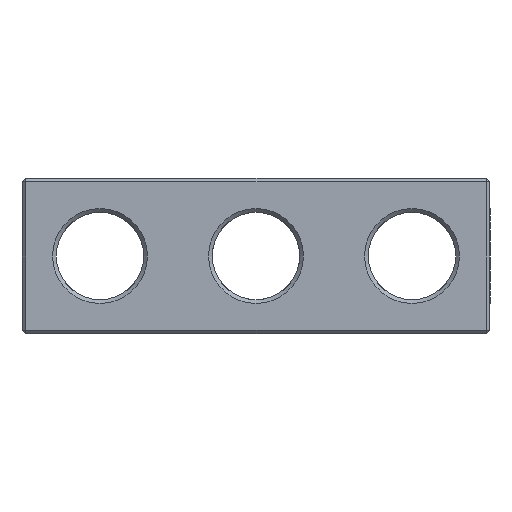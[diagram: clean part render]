
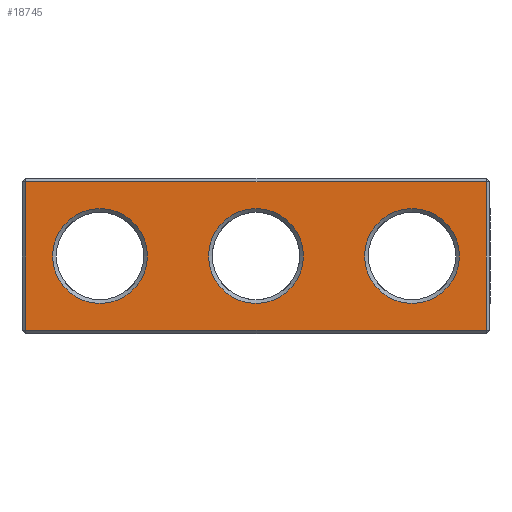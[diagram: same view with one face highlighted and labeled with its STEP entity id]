
A CAD part, front view. The second image highlights one B-rep face of the part: STEP entity #18745.
In plain terms, the highlighted planar face has unit normal (0, -1, 0).
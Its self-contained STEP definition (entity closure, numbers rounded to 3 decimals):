
#1833 = PLANE('',#1834);
#1834 = AXIS2_PLACEMENT_3D('',#1835,#1836,#1837);
#1835 = CARTESIAN_POINT('',(-18.75,-6.1,0.15));
#1836 = DIRECTION('',(0.,0.707,0.707));
#1837 = DIRECTION('',(1.,0.,0.));
#2523 = PLANE('',#2524);
#2524 = AXIS2_PLACEMENT_3D('',#2525,#2526,#2527);
#2525 = CARTESIAN_POINT('',(-18.75,-6.1,12.35));
#2526 = DIRECTION('',(0.,-0.707,0.707));
#2527 = DIRECTION('',(1.,0.,0.));
#6766 = PLANE('',#6767);
#6767 = AXIS2_PLACEMENT_3D('',#6768,#6769,#6770);
#6768 = CARTESIAN_POINT('',(-18.6,-6.1,0.));
#6769 = DIRECTION('',(-0.707,-0.707,0.));
#6770 = DIRECTION('',(0.,0.,1.));
#7128 = VERTEX_POINT('',#7129);
#7129 = CARTESIAN_POINT('',(-18.45,-6.25,0.3));
#7155 = EDGE_CURVE('',#7128,#7156,#7158,.T.);
#7156 = VERTEX_POINT('',#7157);
#7157 = CARTESIAN_POINT('',(18.45,-6.25,0.3));
#7158 = SURFACE_CURVE('',#7159,(#7163,#7170),.PCURVE_S1.);
#7159 = LINE('',#7160,#7161);
#7160 = CARTESIAN_POINT('',(-18.75,-6.25,0.3));
#7161 = VECTOR('',#7162,1.);
#7162 = DIRECTION('',(1.,0.,0.));
#7163 = PCURVE('',#1833,#7164);
#7164 = DEFINITIONAL_REPRESENTATION('',(#7165),#7169);
#7165 = LINE('',#7166,#7167);
#7166 = CARTESIAN_POINT('',(0.,-0.212));
#7167 = VECTOR('',#7168,1.);
#7168 = DIRECTION('',(1.,0.));
#7169 = ( GEOMETRIC_REPRESENTATION_CONTEXT(2) 
PARAMETRIC_REPRESENTATION_CONTEXT() REPRESENTATION_CONTEXT('2D SPACE',''
  ) );
#7170 = PCURVE('',#7171,#7176);
#7171 = PLANE('',#7172);
#7172 = AXIS2_PLACEMENT_3D('',#7173,#7174,#7175);
#7173 = CARTESIAN_POINT('',(-18.75,-6.25,0.));
#7174 = DIRECTION('',(0.,1.,0.));
#7175 = DIRECTION('',(1.,0.,0.));
#7176 = DEFINITIONAL_REPRESENTATION('',(#7177),#7181);
#7177 = LINE('',#7178,#7179);
#7178 = CARTESIAN_POINT('',(0.,-0.3));
#7179 = VECTOR('',#7180,1.);
#7180 = DIRECTION('',(1.,0.));
#7181 = ( GEOMETRIC_REPRESENTATION_CONTEXT(2) 
PARAMETRIC_REPRESENTATION_CONTEXT() REPRESENTATION_CONTEXT('2D SPACE',''
  ) );
#8325 = VERTEX_POINT('',#8326);
#8326 = CARTESIAN_POINT('',(-18.45,-6.25,12.2));
#8352 = EDGE_CURVE('',#8325,#8353,#8355,.T.);
#8353 = VERTEX_POINT('',#8354);
#8354 = CARTESIAN_POINT('',(18.45,-6.25,12.2));
#8355 = SURFACE_CURVE('',#8356,(#8360,#8367),.PCURVE_S1.);
#8356 = LINE('',#8357,#8358);
#8357 = CARTESIAN_POINT('',(-18.75,-6.25,12.2));
#8358 = VECTOR('',#8359,1.);
#8359 = DIRECTION('',(1.,0.,0.));
#8360 = PCURVE('',#2523,#8361);
#8361 = DEFINITIONAL_REPRESENTATION('',(#8362),#8366);
#8362 = LINE('',#8363,#8364);
#8363 = CARTESIAN_POINT('',(0.,-0.212));
#8364 = VECTOR('',#8365,1.);
#8365 = DIRECTION('',(1.,0.));
#8366 = ( GEOMETRIC_REPRESENTATION_CONTEXT(2) 
PARAMETRIC_REPRESENTATION_CONTEXT() REPRESENTATION_CONTEXT('2D SPACE',''
  ) );
#8367 = PCURVE('',#7171,#8368);
#8368 = DEFINITIONAL_REPRESENTATION('',(#8369),#8373);
#8369 = LINE('',#8370,#8371);
#8370 = CARTESIAN_POINT('',(0.,-12.2));
#8371 = VECTOR('',#8372,1.);
#8372 = DIRECTION('',(1.,0.));
#8373 = ( GEOMETRIC_REPRESENTATION_CONTEXT(2) 
PARAMETRIC_REPRESENTATION_CONTEXT() REPRESENTATION_CONTEXT('2D SPACE',''
  ) );
#17711 = EDGE_CURVE('',#7128,#8325,#17712,.T.);
#17712 = SURFACE_CURVE('',#17713,(#17717,#17724),.PCURVE_S1.);
#17713 = LINE('',#17714,#17715);
#17714 = CARTESIAN_POINT('',(-18.45,-6.25,0.));
#17715 = VECTOR('',#17716,1.);
#17716 = DIRECTION('',(0.,0.,1.));
#17717 = PCURVE('',#6766,#17718);
#17718 = DEFINITIONAL_REPRESENTATION('',(#17719),#17723);
#17719 = LINE('',#17720,#17721);
#17720 = CARTESIAN_POINT('',(0.,-0.212));
#17721 = VECTOR('',#17722,1.);
#17722 = DIRECTION('',(1.,0.));
#17723 = ( GEOMETRIC_REPRESENTATION_CONTEXT(2) 
PARAMETRIC_REPRESENTATION_CONTEXT() REPRESENTATION_CONTEXT('2D SPACE',''
  ) );
#17724 = PCURVE('',#7171,#17725);
#17725 = DEFINITIONAL_REPRESENTATION('',(#17726),#17730);
#17726 = LINE('',#17727,#17728);
#17727 = CARTESIAN_POINT('',(0.3,0.));
#17728 = VECTOR('',#17729,1.);
#17729 = DIRECTION('',(0.,-1.));
#17730 = ( GEOMETRIC_REPRESENTATION_CONTEXT(2) 
PARAMETRIC_REPRESENTATION_CONTEXT() REPRESENTATION_CONTEXT('2D SPACE',''
  ) );
#18745 = ADVANCED_FACE('',(#18746,#18777,#18808,#18839),#7171,.F.);
#18746 = FACE_BOUND('',#18747,.F.);
#18747 = EDGE_LOOP('',(#18748,#18749,#18750,#18776));
#18748 = ORIENTED_EDGE('',*,*,#17711,.T.);
#18749 = ORIENTED_EDGE('',*,*,#8352,.T.);
#18750 = ORIENTED_EDGE('',*,*,#18751,.F.);
#18751 = EDGE_CURVE('',#7156,#8353,#18752,.T.);
#18752 = SURFACE_CURVE('',#18753,(#18757,#18764),.PCURVE_S1.);
#18753 = LINE('',#18754,#18755);
#18754 = CARTESIAN_POINT('',(18.45,-6.25,0.));
#18755 = VECTOR('',#18756,1.);
#18756 = DIRECTION('',(0.,0.,1.));
#18757 = PCURVE('',#7171,#18758);
#18758 = DEFINITIONAL_REPRESENTATION('',(#18759),#18763);
#18759 = LINE('',#18760,#18761);
#18760 = CARTESIAN_POINT('',(37.2,0.));
#18761 = VECTOR('',#18762,1.);
#18762 = DIRECTION('',(0.,-1.));
#18763 = ( GEOMETRIC_REPRESENTATION_CONTEXT(2) 
PARAMETRIC_REPRESENTATION_CONTEXT() REPRESENTATION_CONTEXT('2D SPACE',''
  ) );
#18764 = PCURVE('',#18765,#18770);
#18765 = PLANE('',#18766);
#18766 = AXIS2_PLACEMENT_3D('',#18767,#18768,#18769);
#18767 = CARTESIAN_POINT('',(18.6,-6.1,0.));
#18768 = DIRECTION('',(0.707,-0.707,0.));
#18769 = DIRECTION('',(0.,0.,1.));
#18770 = DEFINITIONAL_REPRESENTATION('',(#18771),#18775);
#18771 = LINE('',#18772,#18773);
#18772 = CARTESIAN_POINT('',(0.,0.212));
#18773 = VECTOR('',#18774,1.);
#18774 = DIRECTION('',(1.,0.));
#18775 = ( GEOMETRIC_REPRESENTATION_CONTEXT(2) 
PARAMETRIC_REPRESENTATION_CONTEXT() REPRESENTATION_CONTEXT('2D SPACE',''
  ) );
#18776 = ORIENTED_EDGE('',*,*,#7155,.F.);
#18777 = FACE_BOUND('',#18778,.F.);
#18778 = EDGE_LOOP('',(#18779));
#18779 = ORIENTED_EDGE('',*,*,#18780,.F.);
#18780 = EDGE_CURVE('',#18781,#18781,#18783,.T.);
#18781 = VERTEX_POINT('',#18782);
#18782 = CARTESIAN_POINT('',(0.,-6.25,2.45));
#18783 = SURFACE_CURVE('',#18784,(#18789,#18796),.PCURVE_S1.);
#18784 = CIRCLE('',#18785,3.8);
#18785 = AXIS2_PLACEMENT_3D('',#18786,#18787,#18788);
#18786 = CARTESIAN_POINT('',(0.,-6.25,6.25));
#18787 = DIRECTION('',(0.,1.,0.));
#18788 = DIRECTION('',(0.,0.,-1.));
#18789 = PCURVE('',#7171,#18790);
#18790 = DEFINITIONAL_REPRESENTATION('',(#18791),#18795);
#18791 = CIRCLE('',#18792,3.8);
#18792 = AXIS2_PLACEMENT_2D('',#18793,#18794);
#18793 = CARTESIAN_POINT('',(18.75,-6.25));
#18794 = DIRECTION('',(0.,1.));
#18795 = ( GEOMETRIC_REPRESENTATION_CONTEXT(2) 
PARAMETRIC_REPRESENTATION_CONTEXT() REPRESENTATION_CONTEXT('2D SPACE',''
  ) );
#18796 = PCURVE('',#18797,#18802);
#18797 = CONICAL_SURFACE('',#18798,3.8,0.785);
#18798 = AXIS2_PLACEMENT_3D('',#18799,#18800,#18801);
#18799 = CARTESIAN_POINT('',(0.,-6.25,6.25));
#18800 = DIRECTION('',(0.,-1.,0.));
#18801 = DIRECTION('',(0.,0.,-1.));
#18802 = DEFINITIONAL_REPRESENTATION('',(#18803),#18807);
#18803 = LINE('',#18804,#18805);
#18804 = CARTESIAN_POINT('',(-0.,-0.));
#18805 = VECTOR('',#18806,1.);
#18806 = DIRECTION('',(-1.,-0.));
#18807 = ( GEOMETRIC_REPRESENTATION_CONTEXT(2) 
PARAMETRIC_REPRESENTATION_CONTEXT() REPRESENTATION_CONTEXT('2D SPACE',''
  ) );
#18808 = FACE_BOUND('',#18809,.F.);
#18809 = EDGE_LOOP('',(#18810));
#18810 = ORIENTED_EDGE('',*,*,#18811,.F.);
#18811 = EDGE_CURVE('',#18812,#18812,#18814,.T.);
#18812 = VERTEX_POINT('',#18813);
#18813 = CARTESIAN_POINT('',(-16.3,-6.25,6.25));
#18814 = SURFACE_CURVE('',#18815,(#18820,#18827),.PCURVE_S1.);
#18815 = CIRCLE('',#18816,3.8);
#18816 = AXIS2_PLACEMENT_3D('',#18817,#18818,#18819);
#18817 = CARTESIAN_POINT('',(-12.5,-6.25,6.25));
#18818 = DIRECTION('',(0.,1.,0.));
#18819 = DIRECTION('',(-1.,0.,0.));
#18820 = PCURVE('',#7171,#18821);
#18821 = DEFINITIONAL_REPRESENTATION('',(#18822),#18826);
#18822 = CIRCLE('',#18823,3.8);
#18823 = AXIS2_PLACEMENT_2D('',#18824,#18825);
#18824 = CARTESIAN_POINT('',(6.25,-6.25));
#18825 = DIRECTION('',(-1.,0.));
#18826 = ( GEOMETRIC_REPRESENTATION_CONTEXT(2) 
PARAMETRIC_REPRESENTATION_CONTEXT() REPRESENTATION_CONTEXT('2D SPACE',''
  ) );
#18827 = PCURVE('',#18828,#18833);
#18828 = CONICAL_SURFACE('',#18829,3.5,0.785);
#18829 = AXIS2_PLACEMENT_3D('',#18830,#18831,#18832);
#18830 = CARTESIAN_POINT('',(-12.5,-5.95,6.25));
#18831 = DIRECTION('',(0.,-1.,0.));
#18832 = DIRECTION('',(-1.,0.,0.));
#18833 = DEFINITIONAL_REPRESENTATION('',(#18834),#18838);
#18834 = LINE('',#18835,#18836);
#18835 = CARTESIAN_POINT('',(-0.,0.3));
#18836 = VECTOR('',#18837,1.);
#18837 = DIRECTION('',(-1.,0.));
#18838 = ( GEOMETRIC_REPRESENTATION_CONTEXT(2) 
PARAMETRIC_REPRESENTATION_CONTEXT() REPRESENTATION_CONTEXT('2D SPACE',''
  ) );
#18839 = FACE_BOUND('',#18840,.F.);
#18840 = EDGE_LOOP('',(#18841));
#18841 = ORIENTED_EDGE('',*,*,#18842,.T.);
#18842 = EDGE_CURVE('',#18843,#18843,#18845,.T.);
#18843 = VERTEX_POINT('',#18844);
#18844 = CARTESIAN_POINT('',(16.3,-6.25,6.25));
#18845 = SURFACE_CURVE('',#18846,(#18851,#18862),.PCURVE_S1.);
#18846 = CIRCLE('',#18847,3.8);
#18847 = AXIS2_PLACEMENT_3D('',#18848,#18849,#18850);
#18848 = CARTESIAN_POINT('',(12.5,-6.25,6.25));
#18849 = DIRECTION('',(0.,-1.,0.));
#18850 = DIRECTION('',(1.,0.,0.));
#18851 = PCURVE('',#7171,#18852);
#18852 = DEFINITIONAL_REPRESENTATION('',(#18853),#18861);
#18853 = ( BOUNDED_CURVE() B_SPLINE_CURVE(2,(#18854,#18855,#18856,#18857
    ,#18858,#18859,#18860),.UNSPECIFIED.,.T.,.F.) 
B_SPLINE_CURVE_WITH_KNOTS((1,2,2,2,2,1),(-2.094,0.,
    2.094,4.189,6.283,8.378),
.UNSPECIFIED.) CURVE() GEOMETRIC_REPRESENTATION_ITEM() 
RATIONAL_B_SPLINE_CURVE((1.,0.5,1.,0.5,1.,0.5,1.)) REPRESENTATION_ITEM(
  '') );
#18854 = CARTESIAN_POINT('',(35.05,-6.25));
#18855 = CARTESIAN_POINT('',(35.05,-12.832));
#18856 = CARTESIAN_POINT('',(29.35,-9.541));
#18857 = CARTESIAN_POINT('',(23.65,-6.25));
#18858 = CARTESIAN_POINT('',(29.35,-2.959));
#18859 = CARTESIAN_POINT('',(35.05,0.332));
#18860 = CARTESIAN_POINT('',(35.05,-6.25));
#18861 = ( GEOMETRIC_REPRESENTATION_CONTEXT(2) 
PARAMETRIC_REPRESENTATION_CONTEXT() REPRESENTATION_CONTEXT('2D SPACE',''
  ) );
#18862 = PCURVE('',#18863,#18868);
#18863 = CONICAL_SURFACE('',#18864,3.5,0.785);
#18864 = AXIS2_PLACEMENT_3D('',#18865,#18866,#18867);
#18865 = CARTESIAN_POINT('',(12.5,-5.95,6.25));
#18866 = DIRECTION('',(0.,-1.,0.));
#18867 = DIRECTION('',(1.,0.,0.));
#18868 = DEFINITIONAL_REPRESENTATION('',(#18869),#18873);
#18869 = LINE('',#18870,#18871);
#18870 = CARTESIAN_POINT('',(0.,0.3));
#18871 = VECTOR('',#18872,1.);
#18872 = DIRECTION('',(1.,0.));
#18873 = ( GEOMETRIC_REPRESENTATION_CONTEXT(2) 
PARAMETRIC_REPRESENTATION_CONTEXT() REPRESENTATION_CONTEXT('2D SPACE',''
  ) );
